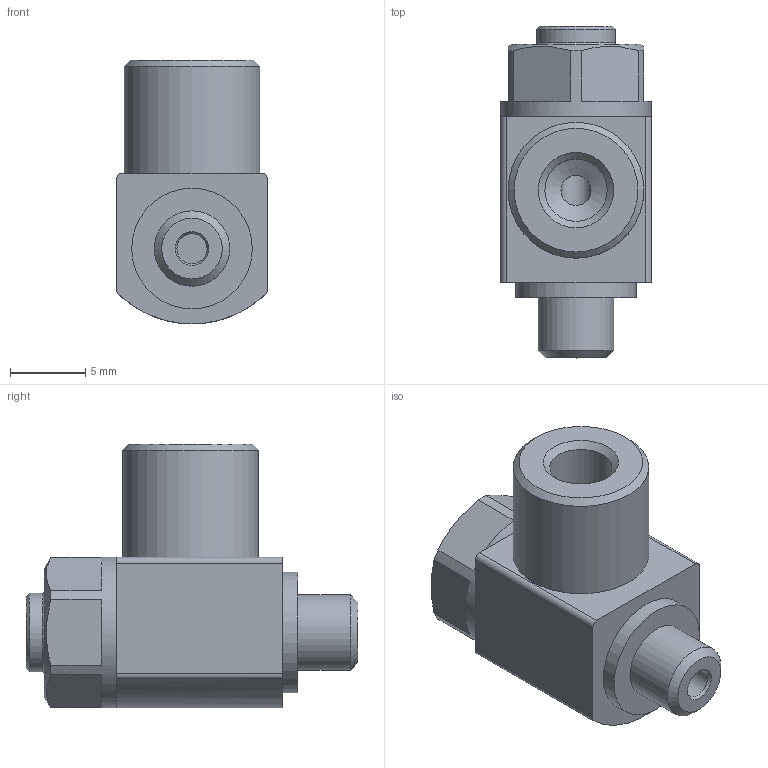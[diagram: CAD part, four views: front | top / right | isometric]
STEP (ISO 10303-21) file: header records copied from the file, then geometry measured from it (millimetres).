
FILE_DESCRIPTION(/* description */ ('STEP AP214'),/* implementation_level */ '2;1');
FILE_NAME(/* name */ '151183_GRLZ-M5-B',/* time_stamp */ '2024-08-28T22:15:32+02:00',/* author */ ('License CC BY-ND 4.0'),/* organization */ ('CADENAS'),/* preprocessor_version */ 'ST-DEVELOPER v19.3',/* originating_system */ 'PARTsolutions',/* authorisation */ ' ');
FILE_SCHEMA (('AUTOMOTIVE_DESIGN {1 0 10303 214 3 1 1}'));
Length unit declared in the file: millimetre
Products named in the file (1): 151183 GRLZ-M5-B
Bounding box: 10 x 22 x 17.5 mm (x, y, z)
Volume: 1838.3 mm3; surface area: 1237.4 mm2
Topology: 1 solids, 1 shells, 56 faces, 135 edges, 85 vertices
Faces by surface type: plane 28, cylinder 16, cone 9, torus 3
Full cylindrical faces by diameter (mm): 2 x2, 4.134 x1, 4.2 x1, 5 x1, 5.2 x1, 8 x1, 9 x1, 10 x1
Entity records: 1518 total; most frequent: CARTESIAN_POINT 278, DIRECTION 268, ORIENTED_EDGE 214, AXIS2_PLACEMENT_3D 114, EDGE_CURVE 107, EDGE_LOOP 83, FACE_BOUND 83, VERTEX_POINT 78
